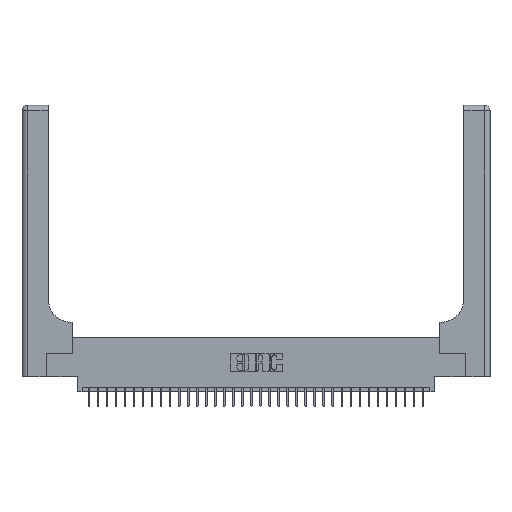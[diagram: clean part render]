
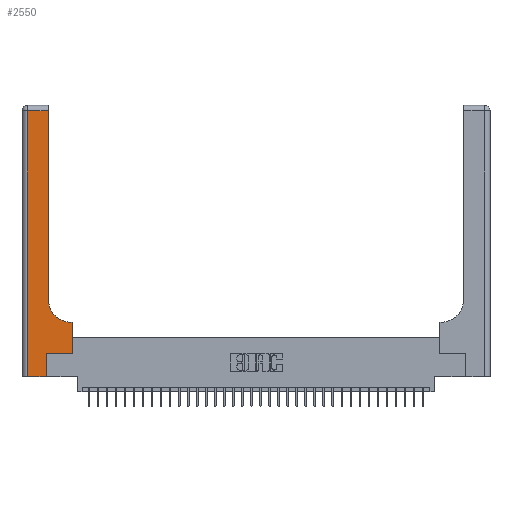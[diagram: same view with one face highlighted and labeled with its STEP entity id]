
A CAD part, top view. The second image highlights one B-rep face of the part: STEP entity #2550.
In plain terms, the highlighted planar face has unit normal (0, 0, 1).
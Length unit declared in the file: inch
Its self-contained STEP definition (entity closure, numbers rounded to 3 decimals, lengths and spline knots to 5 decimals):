
#382 = VERTEX_POINT ( 'NONE', #29597 ) ;
#390 = LINE ( 'NONE', #17079, #33453 ) ;
#620 = VERTEX_POINT ( 'NONE', #6885 ) ;
#688 = VERTEX_POINT ( 'NONE', #3760 ) ;
#1122 = EDGE_CURVE ( 'NONE', #16435, #10131, #10185, .T. ) ;
#1361 = CARTESIAN_POINT ( 'NONE',  ( 0.2915, 3., 0.37 ) ) ;
#1788 = VECTOR ( 'NONE', #15303, 39.37008 ) ;
#2287 = ORIENTED_EDGE ( 'NONE', *, *, #10693, .T. ) ;
#2550 = ADVANCED_FACE ( 'NONE', ( #34718 ), #15941, .F. ) ;
#2800 = DIRECTION ( 'NONE',  ( -1., 0., 0. ) ) ;
#2964 = VECTOR ( 'NONE', #15660, 39.37008 ) ;
#3160 = LINE ( 'NONE', #24781, #7916 ) ;
#3760 = CARTESIAN_POINT ( 'NONE',  ( 0.06, 0., 0.37 ) ) ;
#4107 = VERTEX_POINT ( 'NONE', #33801 ) ;
#5146 = LINE ( 'NONE', #12854, #2964 ) ;
#5244 = EDGE_CURVE ( 'NONE', #4107, #29239, #28375, .T. ) ;
#6885 = CARTESIAN_POINT ( 'NONE',  ( 0.06, 2.94, 0.37 ) ) ;
#7848 = DIRECTION ( 'NONE',  ( -1., 0., 0. ) ) ;
#7916 = VECTOR ( 'NONE', #2800, 39.37008 ) ;
#8901 = CIRCLE ( 'NONE', #19655, 0.25 ) ;
#10131 = VERTEX_POINT ( 'NONE', #26891 ) ;
#10155 = VECTOR ( 'NONE', #32997, 39.37008 ) ;
#10185 = LINE ( 'NONE', #1361, #22258 ) ;
#10693 = EDGE_CURVE ( 'NONE', #12126, #16435, #8901, .T. ) ;
#10708 = ORIENTED_EDGE ( 'NONE', *, *, #25207, .T. ) ;
#10900 = AXIS2_PLACEMENT_3D ( 'NONE', #29686, #16176, #7848 ) ;
#12126 = VERTEX_POINT ( 'NONE', #15285 ) ;
#12854 = CARTESIAN_POINT ( 'NONE',  ( 0., 2.94, 0.37 ) ) ;
#13209 = EDGE_CURVE ( 'NONE', #382, #35072, #25963, .T. ) ;
#13452 = CARTESIAN_POINT ( 'NONE',  ( 0.06, 3., 0.37 ) ) ;
#13840 = CARTESIAN_POINT ( 'NONE',  ( 0.269, 0.25, 0.37 ) ) ;
#13852 = EDGE_LOOP ( 'NONE', ( #31827, #22318, #31220, #14272, #30255, #17854, #32308, #10708, #2287 ) ) ;
#14272 = ORIENTED_EDGE ( 'NONE', *, *, #20977, .T. ) ;
#14791 = CARTESIAN_POINT ( 'NONE',  ( 0.269, 0.25, 0.37 ) ) ;
#15248 = DIRECTION ( 'NONE',  ( 1., 0., 0. ) ) ;
#15285 = CARTESIAN_POINT ( 'NONE',  ( 0.5415, 0.6, 0.37 ) ) ;
#15303 = DIRECTION ( 'NONE',  ( 0., 1., 0. ) ) ;
#15319 = EDGE_CURVE ( 'NONE', #35072, #4107, #19800, .T. ) ;
#15660 = DIRECTION ( 'NONE',  ( -1., 0., 0. ) ) ;
#15941 = PLANE ( 'NONE',  #10900 ) ;
#16176 = DIRECTION ( 'NONE',  ( 0., 0., -1. ) ) ;
#16426 = EDGE_CURVE ( 'NONE', #620, #688, #25708, .T. ) ;
#16435 = VERTEX_POINT ( 'NONE', #18760 ) ;
#17079 = CARTESIAN_POINT ( 'NONE',  ( 0., 0., 0.37 ) ) ;
#17782 = CARTESIAN_POINT ( 'NONE',  ( 0.5415, 0.85, 0.37 ) ) ;
#17854 = ORIENTED_EDGE ( 'NONE', *, *, #15319, .T. ) ;
#18760 = CARTESIAN_POINT ( 'NONE',  ( 0.2915, 0.85, 0.37 ) ) ;
#19655 = AXIS2_PLACEMENT_3D ( 'NONE', #17782, #20568, #15248 ) ;
#19731 = CARTESIAN_POINT ( 'NONE',  ( 0.5585, 0.6, 0.37 ) ) ;
#19800 = LINE ( 'NONE', #13840, #23661 ) ;
#20568 = DIRECTION ( 'NONE',  ( 0., 0., -1. ) ) ;
#20607 = EDGE_CURVE ( 'NONE', #10131, #620, #5146, .T. ) ;
#20811 = DIRECTION ( 'NONE',  ( 0., 1., 0. ) ) ;
#20977 = EDGE_CURVE ( 'NONE', #688, #382, #390, .T. ) ;
#22182 = DIRECTION ( 'NONE',  ( 1., 0., 0. ) ) ;
#22258 = VECTOR ( 'NONE', #20811, 39.37008 ) ;
#22318 = ORIENTED_EDGE ( 'NONE', *, *, #20607, .T. ) ;
#23661 = VECTOR ( 'NONE', #22182, 39.37008 ) ;
#24781 = CARTESIAN_POINT ( 'NONE',  ( 0.2915, 0.6, 0.37 ) ) ;
#24944 = VECTOR ( 'NONE', #34646, 39.37008 ) ;
#25207 = EDGE_CURVE ( 'NONE', #29239, #12126, #3160, .T. ) ;
#25708 = LINE ( 'NONE', #13452, #10155 ) ;
#25963 = LINE ( 'NONE', #34604, #1788 ) ;
#26554 = CARTESIAN_POINT ( 'NONE',  ( 0.5585, 0.25, 0.37 ) ) ;
#26891 = CARTESIAN_POINT ( 'NONE',  ( 0.2915, 2.94, 0.37 ) ) ;
#28375 = LINE ( 'NONE', #26554, #24944 ) ;
#29239 = VERTEX_POINT ( 'NONE', #19731 ) ;
#29597 = CARTESIAN_POINT ( 'NONE',  ( 0.269, 0., 0.37 ) ) ;
#29686 = CARTESIAN_POINT ( 'NONE',  ( 0., 3., 0.37 ) ) ;
#30255 = ORIENTED_EDGE ( 'NONE', *, *, #13209, .T. ) ;
#31220 = ORIENTED_EDGE ( 'NONE', *, *, #16426, .T. ) ;
#31827 = ORIENTED_EDGE ( 'NONE', *, *, #1122, .T. ) ;
#32308 = ORIENTED_EDGE ( 'NONE', *, *, #5244, .T. ) ;
#32997 = DIRECTION ( 'NONE',  ( 0., -1., 0. ) ) ;
#33453 = VECTOR ( 'NONE', #34193, 39.37008 ) ;
#33801 = CARTESIAN_POINT ( 'NONE',  ( 0.5585, 0.25, 0.37 ) ) ;
#34193 = DIRECTION ( 'NONE',  ( 1., 0., 0. ) ) ;
#34604 = CARTESIAN_POINT ( 'NONE',  ( 0.269, 0., 0.37 ) ) ;
#34646 = DIRECTION ( 'NONE',  ( 0., 1., 0. ) ) ;
#34718 = FACE_OUTER_BOUND ( 'NONE', #13852, .T. ) ;
#35072 = VERTEX_POINT ( 'NONE', #14791 ) ;
